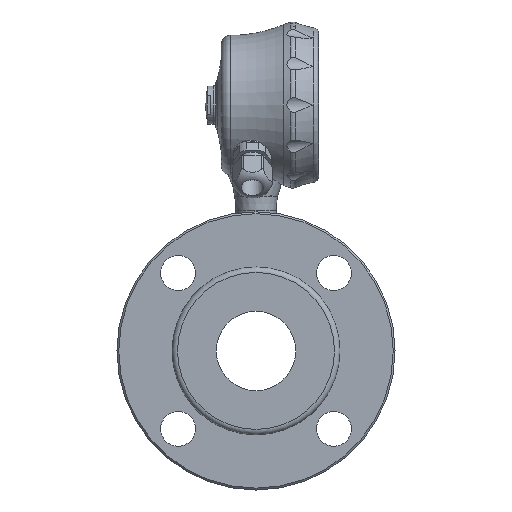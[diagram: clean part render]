
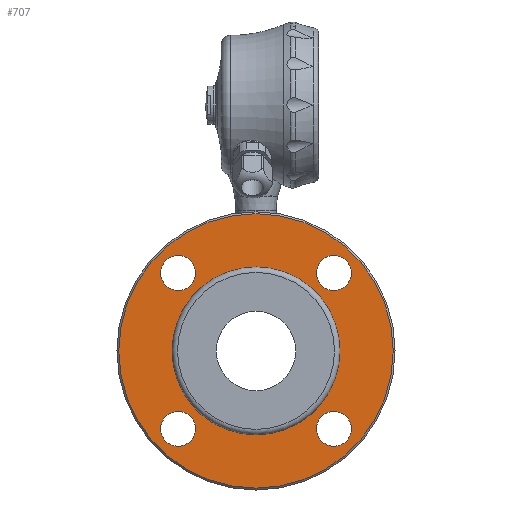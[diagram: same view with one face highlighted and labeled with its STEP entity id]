
A CAD part, front view. The second image highlights one B-rep face of the part: STEP entity #707.
In plain terms, the highlighted planar face has unit normal (0, -1, 0).
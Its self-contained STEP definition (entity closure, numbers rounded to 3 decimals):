
#707 = ADVANCED_FACE( '', ( #1852, #1853, #1854, #1855, #1856, #1857 ), #1858, .T. );
#1852 = FACE_OUTER_BOUND( '', #3527, .T. );
#1853 = FACE_BOUND( '', #3528, .T. );
#1854 = FACE_BOUND( '', #3529, .T. );
#1855 = FACE_BOUND( '', #3530, .T. );
#1856 = FACE_BOUND( '', #3531, .T. );
#1857 = FACE_BOUND( '', #3532, .T. );
#1858 = PLANE( '', #3533 );
#3527 = EDGE_LOOP( '', ( #6575 ) );
#3528 = EDGE_LOOP( '', ( #6576 ) );
#3529 = EDGE_LOOP( '', ( #6577 ) );
#3530 = EDGE_LOOP( '', ( #6578 ) );
#3531 = EDGE_LOOP( '', ( #6579 ) );
#3532 = EDGE_LOOP( '', ( #6580 ) );
#3533 = AXIS2_PLACEMENT_3D( '', #6581, #6582, #6583 );
#6575 = ORIENTED_EDGE( '', *, *, #10774, .T. );
#6576 = ORIENTED_EDGE( '', *, *, #10775, .F. );
#6577 = ORIENTED_EDGE( '', *, *, #10776, .F. );
#6578 = ORIENTED_EDGE( '', *, *, #10777, .F. );
#6579 = ORIENTED_EDGE( '', *, *, #10778, .F. );
#6580 = ORIENTED_EDGE( '', *, *, #10779, .F. );
#6581 = CARTESIAN_POINT( '', ( 0., -93., 46. ) );
#6582 = DIRECTION( '', ( 0., -1., 0. ) );
#6583 = DIRECTION( '', ( 0., 0., 1. ) );
#10774 = EDGE_CURVE( '', #12975, #12975, #12976, .T. );
#10775 = EDGE_CURVE( '', #12977, #12977, #12978, .T. );
#10776 = EDGE_CURVE( '', #12979, #12979, #12980, .T. );
#10777 = EDGE_CURVE( '', #12981, #12981, #12982, .T. );
#10778 = EDGE_CURVE( '', #12983, #12983, #12984, .T. );
#10779 = EDGE_CURVE( '', #12985, #12985, #12986, .T. );
#12975 = VERTEX_POINT( '', #17206 );
#12976 = CIRCLE( '', #17207, 75.2 );
#12977 = VERTEX_POINT( '', #17208 );
#12978 = CIRCLE( '', #17209, 9.55 );
#12979 = VERTEX_POINT( '', #17210 );
#12980 = CIRCLE( '', #17211, 9.55 );
#12981 = VERTEX_POINT( '', #17212 );
#12982 = CIRCLE( '', #17213, 9.55 );
#12983 = VERTEX_POINT( '', #17214 );
#12984 = CIRCLE( '', #17215, 9.55 );
#12985 = VERTEX_POINT( '', #17216 );
#12986 = CIRCLE( '', #17217, 46. );
#17206 = CARTESIAN_POINT( '', ( 0., -93., 75.2 ) );
#17207 = AXIS2_PLACEMENT_3D( '', #22035, #22036, #22037 );
#17208 = CARTESIAN_POINT( '', ( 42.674, -93., -33.124 ) );
#17209 = AXIS2_PLACEMENT_3D( '', #22038, #22039, #22040 );
#17210 = CARTESIAN_POINT( '', ( -33.124, -93., -42.674 ) );
#17211 = AXIS2_PLACEMENT_3D( '', #22041, #22042, #22043 );
#17212 = CARTESIAN_POINT( '', ( -42.674, -93., 33.124 ) );
#17213 = AXIS2_PLACEMENT_3D( '', #22044, #22045, #22046 );
#17214 = CARTESIAN_POINT( '', ( 33.124, -93., 42.674 ) );
#17215 = AXIS2_PLACEMENT_3D( '', #22047, #22048, #22049 );
#17216 = CARTESIAN_POINT( '', ( 0., -93., 46. ) );
#17217 = AXIS2_PLACEMENT_3D( '', #22050, #22051, #22052 );
#22035 = CARTESIAN_POINT( '', ( 0., -93., 0. ) );
#22036 = DIRECTION( '', ( 0., -1., 0. ) );
#22037 = DIRECTION( '', ( 0., 0., 1. ) );
#22038 = CARTESIAN_POINT( '', ( 42.674, -93., -42.674 ) );
#22039 = DIRECTION( '', ( 0., -1., 0. ) );
#22040 = DIRECTION( '', ( 0., 0., 1. ) );
#22041 = CARTESIAN_POINT( '', ( -42.674, -93., -42.674 ) );
#22042 = DIRECTION( '', ( 0., -1., 0. ) );
#22043 = DIRECTION( '', ( 1., 0., 0. ) );
#22044 = CARTESIAN_POINT( '', ( -42.674, -93., 42.674 ) );
#22045 = DIRECTION( '', ( 0., -1., 0. ) );
#22046 = DIRECTION( '', ( 0., 0., -1. ) );
#22047 = CARTESIAN_POINT( '', ( 42.674, -93., 42.674 ) );
#22048 = DIRECTION( '', ( 0., -1., 0. ) );
#22049 = DIRECTION( '', ( -1., 0., 0. ) );
#22050 = CARTESIAN_POINT( '', ( 0., -93., 0. ) );
#22051 = DIRECTION( '', ( 0., -1., 0. ) );
#22052 = DIRECTION( '', ( 0., 0., 1. ) );
